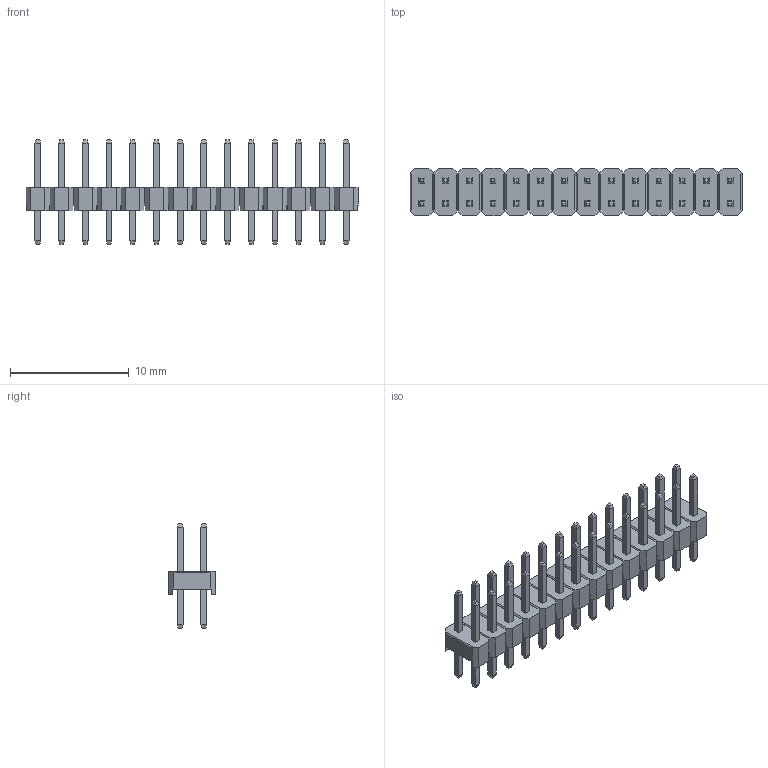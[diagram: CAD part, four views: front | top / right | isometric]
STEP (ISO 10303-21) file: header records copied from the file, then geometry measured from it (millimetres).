
FILE_DESCRIPTION(('STEP AP214'), '1');
FILE_NAME('PLD2', '', ('UNSPECIFIED'), ('UNSPECIFIED'), 'ASCON STEP Converter 1.6', 'ASCON Math Kernel', '');
FILE_SCHEMA(('AUTOMOTIVE_DESIGN { 1 0 10303 214 3 1 1}'));
Length unit declared in the file: millimetre
Bounding box: 28 x 4 x 8.8 mm (x, y, z)
Volume: 218.2 mm3; surface area: 778 mm2
Topology: 1 solids, 1 shells, 706 faces, 1681 edges, 1046 vertices
Faces by surface type: plane 706
Entity records: 25341 total; most frequent: CARTESIAN_POINT 3434, ORIENTED_EDGE 3362, DIRECTION 3095, EDGE_CURVE 1681, LINE 1681, VECTOR 1681, VERTEX_POINT 1046, FACE_BOUND 775
